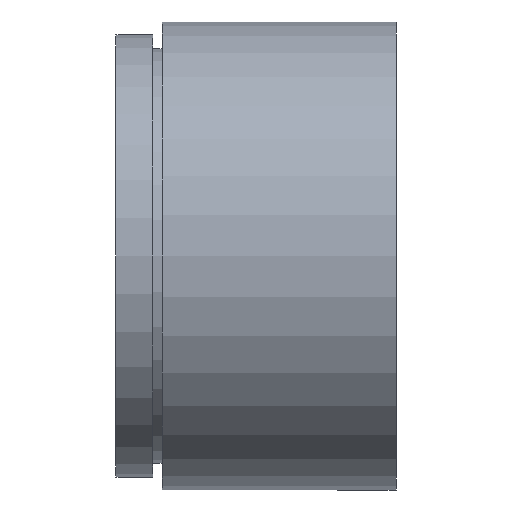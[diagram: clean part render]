
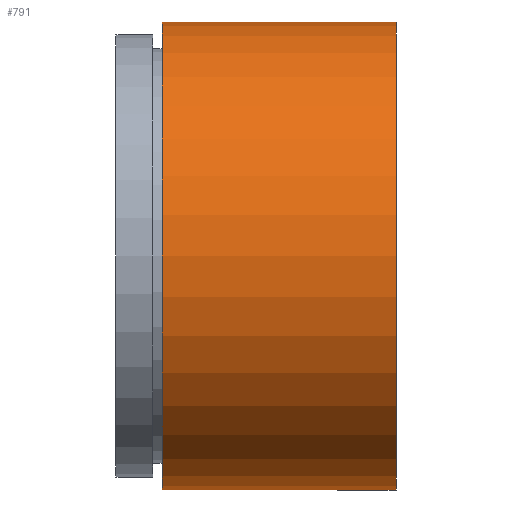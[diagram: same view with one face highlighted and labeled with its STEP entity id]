
A CAD part, left-side view. The second image highlights one B-rep face of the part: STEP entity #791.
In plain terms, the highlighted cylindrical face has radius 25.4 mm (diameter 50.8 mm), a partial arc.
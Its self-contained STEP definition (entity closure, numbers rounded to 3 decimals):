
#14 = CARTESIAN_POINT ( 'NONE',  ( 0., 0., 25.4 ) ) ;
#36 = DIRECTION ( 'NONE',  ( 0., 0., 1. ) ) ;
#47 = ORIENTED_EDGE ( 'NONE', *, *, #405, .T. ) ;
#53 = FACE_OUTER_BOUND ( 'NONE', #281, .T. ) ;
#74 = CARTESIAN_POINT ( 'NONE',  ( 0., 161.376, 25.4 ) ) ;
#81 = EDGE_CURVE ( 'NONE', #431, #755, #163, .T. ) ;
#95 = EDGE_CURVE ( 'NONE', #689, #691, #743, .T. ) ;
#136 = ORIENTED_EDGE ( 'NONE', *, *, #95, .T. ) ;
#150 = CARTESIAN_POINT ( 'NONE',  ( 0., 25.4, -25.4 ) ) ;
#163 = LINE ( 'NONE', #193, #391 ) ;
#193 = CARTESIAN_POINT ( 'NONE',  ( 0., 161.376, -25.4 ) ) ;
#249 = AXIS2_PLACEMENT_3D ( 'NONE', #761, #767, #574 ) ;
#281 = EDGE_LOOP ( 'NONE', ( #590, #47, #136, #558 ) ) ;
#377 = CYLINDRICAL_SURFACE ( 'NONE', #249, 25.4 ) ;
#380 = DIRECTION ( 'NONE',  ( 0., 1., 0. ) ) ;
#391 = VECTOR ( 'NONE', #455, 1000. ) ;
#405 = EDGE_CURVE ( 'NONE', #431, #689, #521, .T. ) ;
#414 = CARTESIAN_POINT ( 'NONE',  ( 0., 0., 0. ) ) ;
#431 = VERTEX_POINT ( 'NONE', #592 ) ;
#455 = DIRECTION ( 'NONE',  ( 0., 1., 0. ) ) ;
#507 = CARTESIAN_POINT ( 'NONE',  ( 0., 25.4, 25.4 ) ) ;
#521 = CIRCLE ( 'NONE', #764, 25.4 ) ;
#558 = ORIENTED_EDGE ( 'NONE', *, *, #648, .F. ) ;
#569 = AXIS2_PLACEMENT_3D ( 'NONE', #749, #380, #754 ) ;
#574 = DIRECTION ( 'NONE',  ( 0., 0., 1. ) ) ;
#590 = ORIENTED_EDGE ( 'NONE', *, *, #81, .F. ) ;
#592 = CARTESIAN_POINT ( 'NONE',  ( 0., 0., -25.4 ) ) ;
#619 = DIRECTION ( 'NONE',  ( 0., 1., 0. ) ) ;
#648 = EDGE_CURVE ( 'NONE', #755, #691, #664, .T. ) ;
#664 = CIRCLE ( 'NONE', #569, 25.4 ) ;
#689 = VERTEX_POINT ( 'NONE', #14 ) ;
#691 = VERTEX_POINT ( 'NONE', #507 ) ;
#723 = VECTOR ( 'NONE', #619, 1000. ) ;
#730 = DIRECTION ( 'NONE',  ( 0., 1., 0. ) ) ;
#743 = LINE ( 'NONE', #74, #723 ) ;
#749 = CARTESIAN_POINT ( 'NONE',  ( 0., 25.4, 0. ) ) ;
#754 = DIRECTION ( 'NONE',  ( 0., 0., 1. ) ) ;
#755 = VERTEX_POINT ( 'NONE', #150 ) ;
#761 = CARTESIAN_POINT ( 'NONE',  ( 0., 161.376, 0. ) ) ;
#764 = AXIS2_PLACEMENT_3D ( 'NONE', #414, #730, #36 ) ;
#767 = DIRECTION ( 'NONE',  ( 0., 1., 0. ) ) ;
#791 = ADVANCED_FACE ( 'NONE', ( #53 ), #377, .T. ) ;
